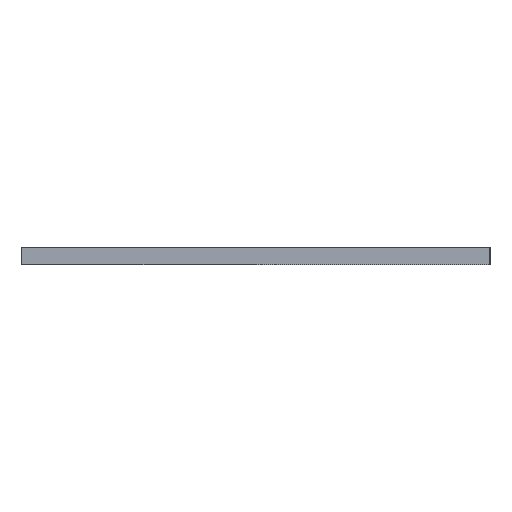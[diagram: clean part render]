
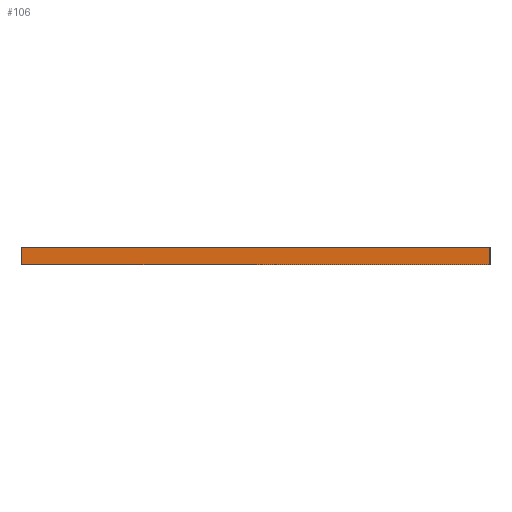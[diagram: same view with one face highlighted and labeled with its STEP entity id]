
A CAD part, left-side view. The second image highlights one B-rep face of the part: STEP entity #106.
In plain terms, the highlighted planar face has unit normal (-1, 0, 0).
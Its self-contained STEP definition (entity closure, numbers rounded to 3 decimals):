
#50 = VERTEX_POINT('',#51);
#51 = CARTESIAN_POINT('',(111.5,-114.,1.6));
#57 = EDGE_CURVE('',#58,#50,#60,.T.);
#58 = VERTEX_POINT('',#59);
#59 = CARTESIAN_POINT('',(111.5,-114.,0.));
#60 = LINE('',#61,#62);
#61 = CARTESIAN_POINT('',(111.5,-114.,0.));
#62 = VECTOR('',#63,1.);
#63 = DIRECTION('',(0.,0.,1.));
#106 = ADVANCED_FACE('',(#107),#132,.T.);
#107 = FACE_BOUND('',#108,.T.);
#108 = EDGE_LOOP('',(#109,#110,#118,#126));
#109 = ORIENTED_EDGE('',*,*,#57,.T.);
#110 = ORIENTED_EDGE('',*,*,#111,.T.);
#111 = EDGE_CURVE('',#50,#112,#114,.T.);
#112 = VERTEX_POINT('',#113);
#113 = CARTESIAN_POINT('',(111.5,-71.5,1.6));
#114 = LINE('',#115,#116);
#115 = CARTESIAN_POINT('',(111.5,-114.,1.6));
#116 = VECTOR('',#117,1.);
#117 = DIRECTION('',(0.,1.,0.));
#118 = ORIENTED_EDGE('',*,*,#119,.F.);
#119 = EDGE_CURVE('',#120,#112,#122,.T.);
#120 = VERTEX_POINT('',#121);
#121 = CARTESIAN_POINT('',(111.5,-71.5,0.));
#122 = LINE('',#123,#124);
#123 = CARTESIAN_POINT('',(111.5,-71.5,0.));
#124 = VECTOR('',#125,1.);
#125 = DIRECTION('',(0.,0.,1.));
#126 = ORIENTED_EDGE('',*,*,#127,.F.);
#127 = EDGE_CURVE('',#58,#120,#128,.T.);
#128 = LINE('',#129,#130);
#129 = CARTESIAN_POINT('',(111.5,-114.,0.));
#130 = VECTOR('',#131,1.);
#131 = DIRECTION('',(0.,1.,0.));
#132 = PLANE('',#133);
#133 = AXIS2_PLACEMENT_3D('',#134,#135,#136);
#134 = CARTESIAN_POINT('',(111.5,-114.,0.));
#135 = DIRECTION('',(-1.,0.,0.));
#136 = DIRECTION('',(0.,1.,0.));
